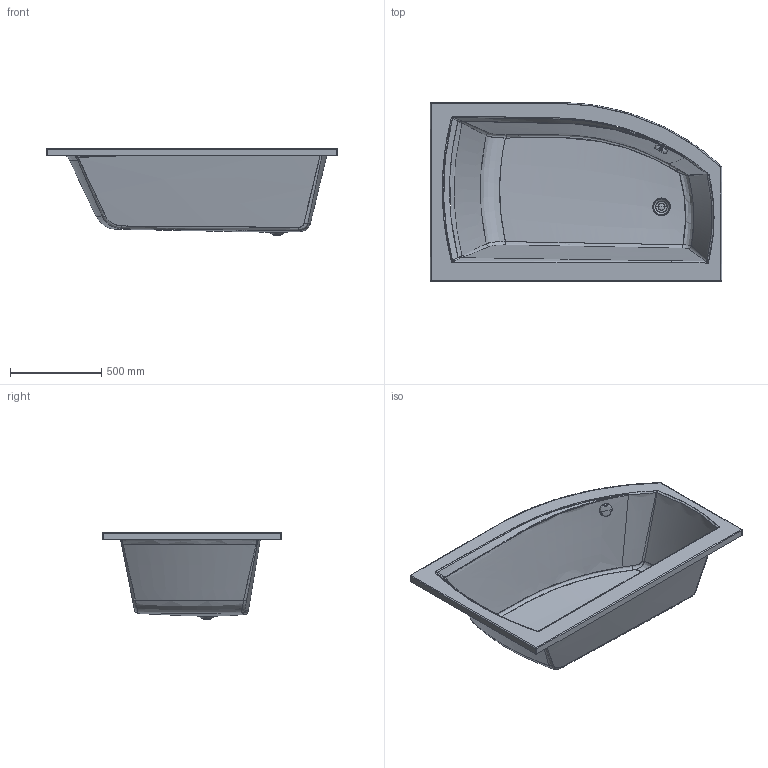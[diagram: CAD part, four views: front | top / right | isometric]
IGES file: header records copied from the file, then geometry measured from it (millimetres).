
Global section: file name: 54HThera_160_98_P_igs.igs; native system: Rhinoceros ( Jan 29 2013 ); preprocessor: Trout Lake IGES 012 Jan 29 2013; date: 130214.060257; units: millimetre
Bounding box: 1595 x 980 x 479.78 mm (x, y, z)
Surface area: 2899801.6 mm2 (no closed solid volume)
Topology: 0 solids, 0 shells, 90 faces, 2885 edges, 2866 vertices
Faces by surface type: bspline 90
